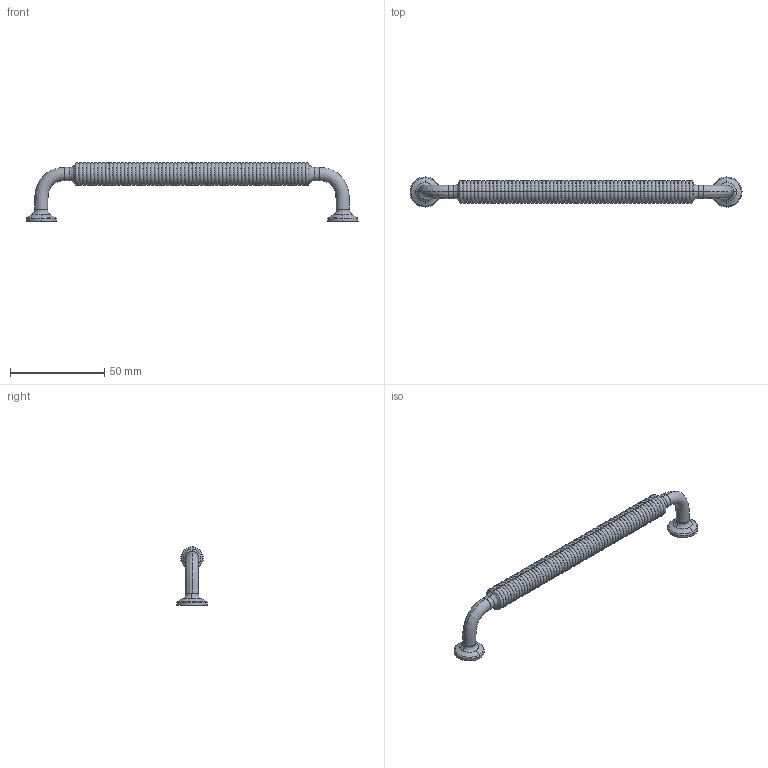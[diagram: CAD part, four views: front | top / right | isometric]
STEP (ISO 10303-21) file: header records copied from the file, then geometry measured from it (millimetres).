
FILE_DESCRIPTION(('Creo Elements/Direct Modeling STEP Export'),'2;1');
FILE_NAME('2630-176.stp','2023-08-30T14:44:13',(''),(''),'Creo Elements/Direct Modeling STEP processor for AP214 (Solid Model)','Creo Elements/Direct Modeling 20.0 12-Nov-2016 (C) Parametric Technology GmbH','');
FILE_SCHEMA(('AUTOMOTIVE_DESIGN { 1 0 10303 214 1 1 1 1 }'));
Length unit declared in the file: millimetre
Products named in the file (2): ZN-12104
Assembly tree (1 placements, depth 2):
  ZN-12104
    ZN-12104
Bounding box: 175.99 x 16 x 31 mm (x, y, z)
Volume: 16846.3 mm3; surface area: 8084.4 mm2
Topology: 1 solids, 1 shells, 752 faces, 1940 edges, 1202 vertices
Faces by surface type: plane 454, torus 250, cone 16, cylinder 12, bspline 12, extrusion 8
Entity records: 28229 total; most frequent: CARTESIAN_POINT 10208, ORIENTED_EDGE 3872, DIRECTION 3614, EDGE_CURVE 1936, VECTOR 1358, LINE 1350, VERTEX_POINT 1202, AXIS2_PLACEMENT_3D 1128
